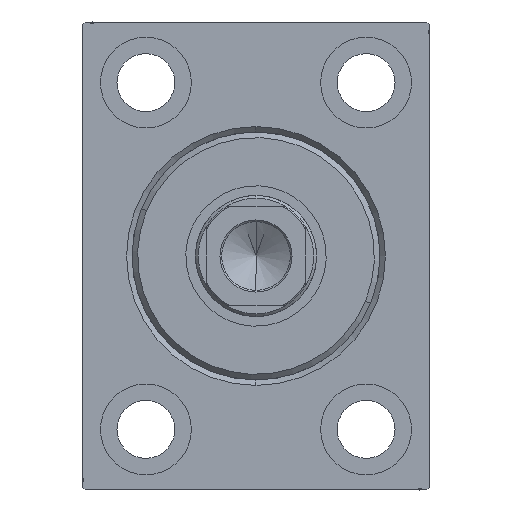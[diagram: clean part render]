
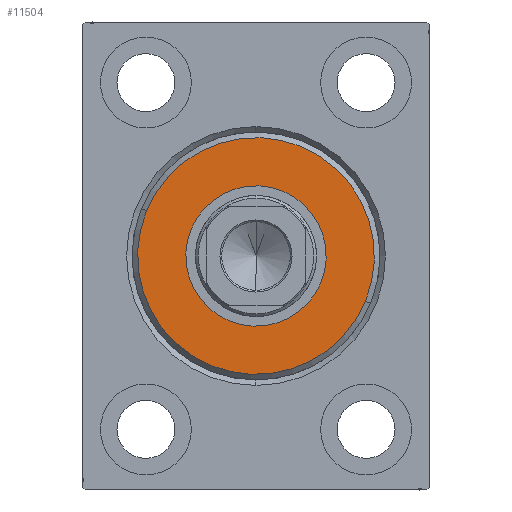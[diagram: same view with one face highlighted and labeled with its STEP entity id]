
A CAD part, left-side view. The second image highlights one B-rep face of the part: STEP entity #11504.
In plain terms, the highlighted face is planar.
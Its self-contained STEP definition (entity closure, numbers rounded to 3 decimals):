
#2087 = DIRECTION ( 'NONE',  ( -1., 0., 0. ) ) ;
#2793 = CIRCLE ( 'NONE', #11989, 21.5 ) ;
#3219 = EDGE_CURVE ( 'NONE', #24764, #30745, #6034, .T. ) ;
#3669 = CIRCLE ( 'NONE', #10049, 12.75 ) ;
#5608 = CARTESIAN_POINT ( 'NONE',  ( 3., 0., 21.5 ) ) ;
#6034 = CIRCLE ( 'NONE', #25776, 21.5 ) ;
#8498 = CARTESIAN_POINT ( 'NONE',  ( 3., 0., 0. ) ) ;
#9321 = FACE_BOUND ( 'NONE', #27911, .T. ) ;
#9423 = CARTESIAN_POINT ( 'NONE',  ( 3., 0., 0. ) ) ;
#9967 = PLANE ( 'NONE',  #11045 ) ;
#10049 = AXIS2_PLACEMENT_3D ( 'NONE', #8498, #2087, #35680 ) ;
#10196 = EDGE_LOOP ( 'NONE', ( #16981, #43154 ) ) ;
#11045 = AXIS2_PLACEMENT_3D ( 'NONE', #19696, #16382, #22588 ) ;
#11402 = ORIENTED_EDGE ( 'NONE', *, *, #34502, .T. ) ;
#11504 = ADVANCED_FACE ( 'NONE', ( #16819, #9321 ), #9967, .T. ) ;
#11989 = AXIS2_PLACEMENT_3D ( 'NONE', #15921, #23410, #32928 ) ;
#14756 = CARTESIAN_POINT ( 'NONE',  ( 3., 0., 12.75 ) ) ;
#15921 = CARTESIAN_POINT ( 'NONE',  ( 3., 0., 0. ) ) ;
#15962 = DIRECTION ( 'NONE',  ( 0., 0., -1. ) ) ;
#16382 = DIRECTION ( 'NONE',  ( 1., 0., 0. ) ) ;
#16819 = FACE_OUTER_BOUND ( 'NONE', #10196, .T. ) ;
#16981 = ORIENTED_EDGE ( 'NONE', *, *, #20696, .T. ) ;
#19696 = CARTESIAN_POINT ( 'NONE',  ( 3., 0., 0. ) ) ;
#20431 = VERTEX_POINT ( 'NONE', #36294 ) ;
#20696 = EDGE_CURVE ( 'NONE', #30745, #24764, #2793, .T. ) ;
#22030 = DIRECTION ( 'NONE',  ( 0., 0., -1. ) ) ;
#22588 = DIRECTION ( 'NONE',  ( 0., 0., -1. ) ) ;
#22900 = DIRECTION ( 'NONE',  ( -1., 0., 0. ) ) ;
#23410 = DIRECTION ( 'NONE',  ( 1., 0., 0. ) ) ;
#24764 = VERTEX_POINT ( 'NONE', #43547 ) ;
#25776 = AXIS2_PLACEMENT_3D ( 'NONE', #32539, #35637, #15962 ) ;
#27911 = EDGE_LOOP ( 'NONE', ( #42504, #11402 ) ) ;
#28618 = VERTEX_POINT ( 'NONE', #14756 ) ;
#30745 = VERTEX_POINT ( 'NONE', #5608 ) ;
#32539 = CARTESIAN_POINT ( 'NONE',  ( 3., 0., 0. ) ) ;
#32928 = DIRECTION ( 'NONE',  ( 0., 0., -1. ) ) ;
#33322 = AXIS2_PLACEMENT_3D ( 'NONE', #9423, #22900, #22030 ) ;
#34018 = CIRCLE ( 'NONE', #33322, 12.75 ) ;
#34369 = EDGE_CURVE ( 'NONE', #28618, #20431, #34018, .T. ) ;
#34502 = EDGE_CURVE ( 'NONE', #20431, #28618, #3669, .T. ) ;
#35637 = DIRECTION ( 'NONE',  ( 1., 0., 0. ) ) ;
#35680 = DIRECTION ( 'NONE',  ( 0., 0., -1. ) ) ;
#36294 = CARTESIAN_POINT ( 'NONE',  ( 3., 0., -12.75 ) ) ;
#42504 = ORIENTED_EDGE ( 'NONE', *, *, #34369, .T. ) ;
#43154 = ORIENTED_EDGE ( 'NONE', *, *, #3219, .T. ) ;
#43547 = CARTESIAN_POINT ( 'NONE',  ( 3., 0., -21.5 ) ) ;
